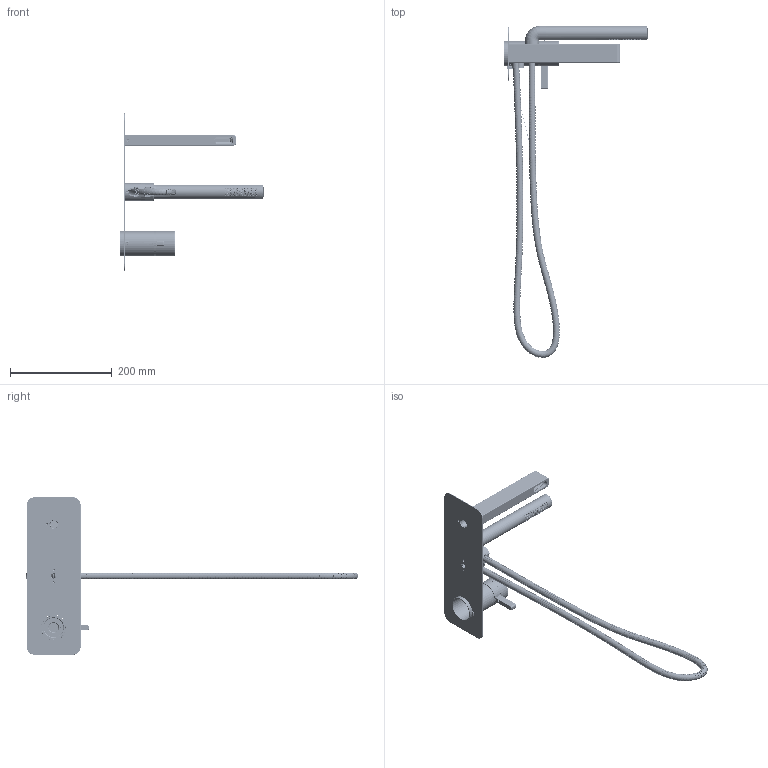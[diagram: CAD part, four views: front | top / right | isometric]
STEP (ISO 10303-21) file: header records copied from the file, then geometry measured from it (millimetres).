
FILE_DESCRIPTION(/* description */ (''),/* implementation_level */ '2;1');
FILE_NAME(/* name */ 'TPX21-EM 3D.stp',/* time_stamp */ '2021-03-11T08:35:54-05:00',/* author */ ('fbrousse'),/* organization */ (''),/* preprocessor_version */ 'ST-DEVELOPER v17',/* originating_system */ 'Autodesk Inventor 2018',/* authorisation */ '');
FILE_SCHEMA (('CONFIG_CONTROL_DESIGN'));
Products named in the file (1): TPX21-EM_Shrinkwrap_1
Bounding box: 282.25 x 653.79 x 310 mm (x, y, z)
Volume: 406099.8 mm3; surface area: 346958.8 mm2
Topology: 20 solids, 20 shells, 5337 faces, 13861 edges, 9068 vertices
Faces by surface type: cylinder 1821, plane 1632, bspline 1216, cone 316, torus 249, sphere 103
Full cylindrical faces by diameter (mm): 2.5 x1, 3 x1, 3.2 x1, 3.242 x3, 4 x2, 4.199 x1, 4.2 x1, 4.93 x1, 5 x5, 5.9 x2, 6 x2, 6.5 x3, 6.7 x1, 7.675 x1, 8 x1, 8.1 x3, 8.3 x1, 8.89 x222, 9 x1, 10 x1, 10.2 x2, 10.4 x1, 10.917 x1, 11 x2, 11.2 x1, 12 x1, 12.065 x222, 12.6 x1, 13 x1, 13.589 x222
Entity records: 346543 total; most frequent: CARTESIAN_POINT 213301, ORIENTED_EDGE 27704, DIRECTION 26381, EDGE_CURVE 13852, AXIS2_PLACEMENT_3D 11353, VERTEX_POINT 9073, EDGE_LOOP 6152, CIRCLE 5656
